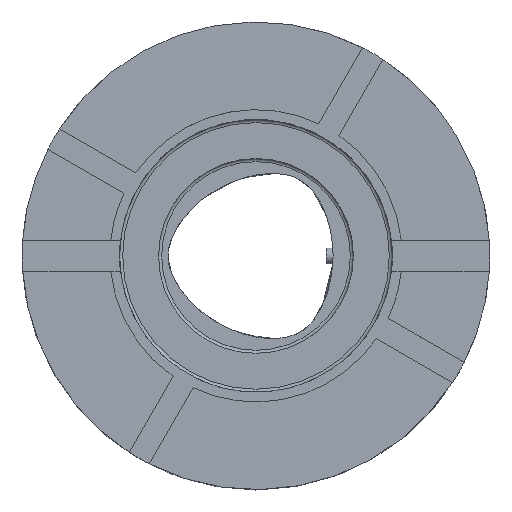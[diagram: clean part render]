
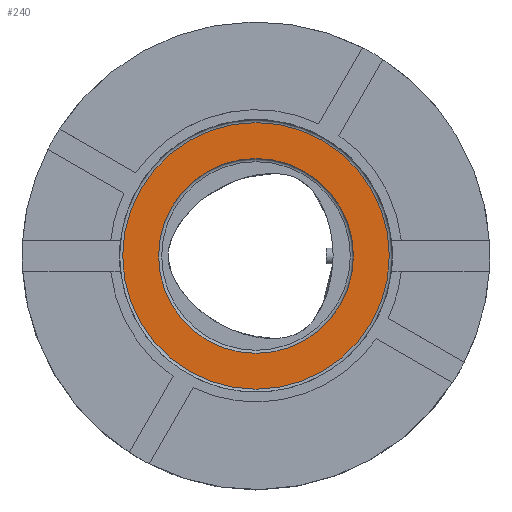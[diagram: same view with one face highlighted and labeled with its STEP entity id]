
A CAD part, top view. The second image highlights one B-rep face of the part: STEP entity #240.
In plain terms, the highlighted planar face has unit normal (0, 0, 1).
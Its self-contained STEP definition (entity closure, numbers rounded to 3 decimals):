
#167=FACE_BOUND('',#346,.T.);
#168=FACE_BOUND('',#347,.T.);
#198=PLANE('',#946);
#240=ADVANCED_FACE('',(#167,#168),#198,.F.);
#346=EDGE_LOOP('',(#531));
#347=EDGE_LOOP('',(#532));
#419=CIRCLE('',#944,34.212);
#420=CIRCLE('',#945,25.);
#531=ORIENTED_EDGE('',*,*,#809,.T.);
#532=ORIENTED_EDGE('',*,*,#810,.T.);
#712=VERTEX_POINT('',#1456);
#713=VERTEX_POINT('',#1458);
#809=EDGE_CURVE('',#712,#712,#419,.T.);
#810=EDGE_CURVE('',#713,#713,#420,.T.);
#944=AXIS2_PLACEMENT_3D('',#1455,#1139,#1140);
#945=AXIS2_PLACEMENT_3D('',#1457,#1141,#1142);
#946=AXIS2_PLACEMENT_3D('',#1459,#1143,#1144);
#1139=DIRECTION('',(0.,0.,1.));
#1140=DIRECTION('',(-1.,0.,0.));
#1141=DIRECTION('',(0.,0.,-1.));
#1142=DIRECTION('',(-1.,0.,0.));
#1143=DIRECTION('',(0.,0.,-1.));
#1144=DIRECTION('',(-1.,0.,0.));
#1455=CARTESIAN_POINT('',(0.,0.,46.3));
#1456=CARTESIAN_POINT('',(-34.212,0.,46.3));
#1457=CARTESIAN_POINT('',(0.,0.,46.3));
#1458=CARTESIAN_POINT('',(-25.,0.,46.3));
#1459=CARTESIAN_POINT('',(0.,0.,46.3));
